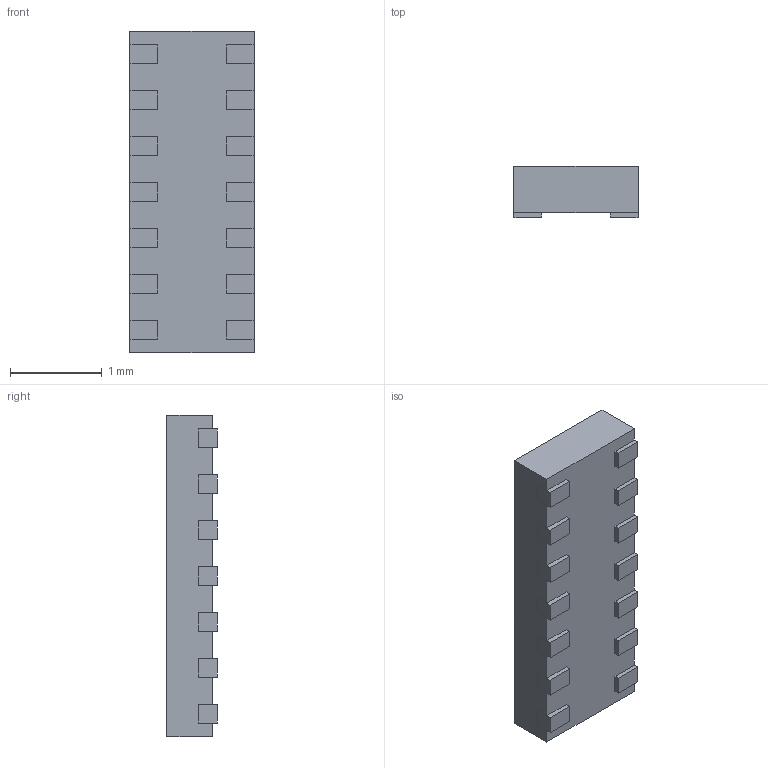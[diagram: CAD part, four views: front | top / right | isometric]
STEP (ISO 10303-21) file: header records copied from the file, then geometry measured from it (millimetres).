
FILE_DESCRIPTION (( 'STEP AP214' ), '1' );
FILE_NAME ('SP3012-06UTG.STEP', '2020-12-18T15:15:18', ( '' ), ( '' ), 'SwSTEP 2.0', 'SolidWorks 2018', '' );
FILE_SCHEMA (( 'AUTOMOTIVE_DESIGN' ));
Length unit declared in the file: millimetre
Products named in the file (1): SP3012-06UTG
Bounding box: 1.35 x 0.55 x 3.5 mm (x, y, z)
Volume: 2.4 mm3; surface area: 20 mm2
Topology: 15 solids, 15 shells, 146 faces, 348 edges, 232 vertices
Faces by surface type: plane 146
Entity records: 4292 total; most frequent: CARTESIAN_POINT 727, ORIENTED_EDGE 696, DIRECTION 642, LINE 348, EDGE_CURVE 348, VECTOR 348, VERTEX_POINT 232, AXIS2_PLACEMENT_3D 147
